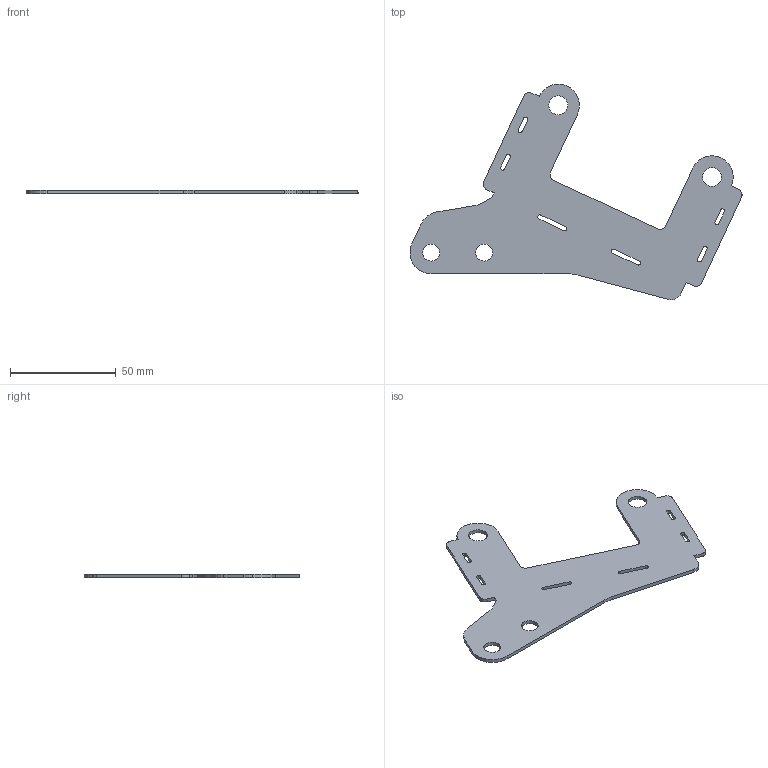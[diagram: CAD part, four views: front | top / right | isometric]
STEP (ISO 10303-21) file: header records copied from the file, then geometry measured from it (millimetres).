
FILE_DESCRIPTION (( 'STEP AP214' ), '1' );
FILE_NAME ('38 - coil bracket 620 (flat).STEP', '2016-11-26T22:49:48', ( '' ), ( '' ), 'SwSTEP 2.0', 'SolidWorks 2014', '' );
FILE_SCHEMA (( 'AUTOMOTIVE_DESIGN' ));
Length unit declared in the file: millimetre
Products named in the file (1): 38 - coil bracket 620 (flat)
Bounding box: 156.62 x 101.68 x 1.65 mm (x, y, z)
Volume: 11095 mm3; surface area: 14675.7 mm2
Topology: 1 solids, 1 shells, 82 faces, 240 edges, 160 vertices
Faces by surface type: cylinder 52, plane 30
Entity records: 2842 total; most frequent: DIRECTION 510, CARTESIAN_POINT 483, ORIENTED_EDGE 480, EDGE_CURVE 240, AXIS2_PLACEMENT_3D 187, VERTEX_POINT 160, VECTOR 136, LINE 136
